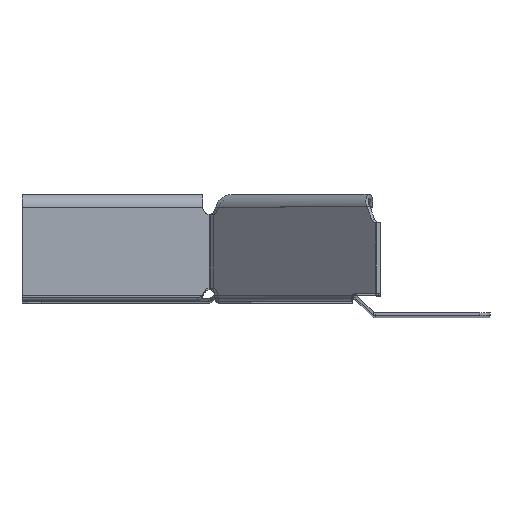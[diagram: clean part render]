
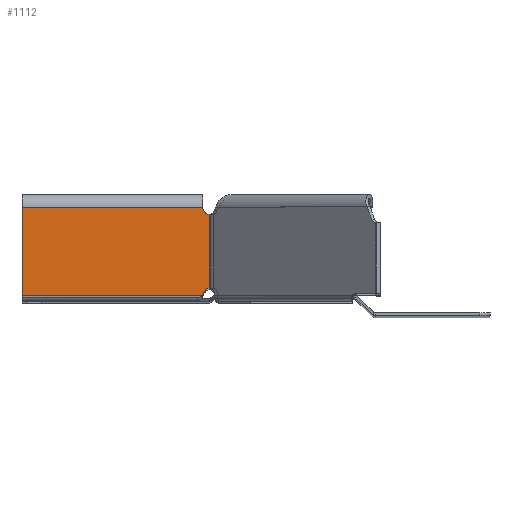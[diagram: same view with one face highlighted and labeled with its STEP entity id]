
A CAD part, top view. The second image highlights one B-rep face of the part: STEP entity #1112.
In plain terms, the highlighted face is planar.
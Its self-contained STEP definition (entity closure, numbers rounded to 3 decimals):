
#119 = LINE ( 'NONE', #3991, #1935 ) ;
#188 = CARTESIAN_POINT ( 'NONE',  ( 0., 0., -6.75 ) ) ;
#244 = VERTEX_POINT ( 'NONE', #4002 ) ;
#247 = LINE ( 'NONE', #3633, #4368 ) ;
#282 = EDGE_LOOP ( 'NONE', ( #541, #3537, #2407, #2107, #860, #5260 ) ) ;
#410 = CARTESIAN_POINT ( 'NONE',  ( -54.1, 28.25, -6.75 ) ) ;
#540 = DIRECTION ( 'NONE',  ( 1., 0., 0. ) ) ;
#541 = ORIENTED_EDGE ( 'NONE', *, *, #1144, .T. ) ;
#655 = DIRECTION ( 'NONE',  ( 0., 1., 0. ) ) ;
#860 = ORIENTED_EDGE ( 'NONE', *, *, #3563, .F. ) ;
#942 = CIRCLE ( 'NONE', #4125, 2.25 ) ;
#1112 = ADVANCED_FACE ( 'NONE', ( #1148 ), #1120, .F. ) ;
#1120 = PLANE ( 'NONE',  #1932 ) ;
#1144 = EDGE_CURVE ( 'NONE', #1424, #3776, #247, .T. ) ;
#1148 = FACE_OUTER_BOUND ( 'NONE', #282, .T. ) ;
#1424 = VERTEX_POINT ( 'NONE', #4952 ) ;
#1561 = DIRECTION ( 'NONE',  ( 0., 0., 1. ) ) ;
#1699 = EDGE_CURVE ( 'NONE', #2948, #244, #4089, .T. ) ;
#1897 = CARTESIAN_POINT ( 'NONE',  ( -56.35, 28.25, -6.75 ) ) ;
#1923 = DIRECTION ( 'NONE',  ( 0., 1., 0. ) ) ;
#1932 = AXIS2_PLACEMENT_3D ( 'NONE', #4986, #1561, #655 ) ;
#1935 = VECTOR ( 'NONE', #540, 1000. ) ;
#2107 = ORIENTED_EDGE ( 'NONE', *, *, #1699, .F. ) ;
#2115 = EDGE_CURVE ( 'NONE', #2634, #3776, #3389, .T. ) ;
#2192 = CARTESIAN_POINT ( 'NONE',  ( -183.54, 28.25, -6.75 ) ) ;
#2227 = EDGE_CURVE ( 'NONE', #1424, #5370, #942, .T. ) ;
#2407 = ORIENTED_EDGE ( 'NONE', *, *, #4591, .T. ) ;
#2634 = VERTEX_POINT ( 'NONE', #410 ) ;
#2807 = DIRECTION ( 'NONE',  ( 0., 1., 0. ) ) ;
#2815 = DIRECTION ( 'NONE',  ( 0., 0., -1. ) ) ;
#2860 = CARTESIAN_POINT ( 'NONE',  ( 0., 1.75, -6.75 ) ) ;
#2948 = VERTEX_POINT ( 'NONE', #2860 ) ;
#3198 = CARTESIAN_POINT ( 'NONE',  ( -56.35, 1.75, -6.75 ) ) ;
#3389 = CIRCLE ( 'NONE', #4395, 2.25 ) ;
#3537 = ORIENTED_EDGE ( 'NONE', *, *, #2115, .F. ) ;
#3563 = EDGE_CURVE ( 'NONE', #5370, #2948, #119, .T. ) ;
#3582 = DIRECTION ( 'NONE',  ( 0., 1., 0. ) ) ;
#3592 = DIRECTION ( 'NONE',  ( 0., 0., -1. ) ) ;
#3633 = CARTESIAN_POINT ( 'NONE',  ( -55.98, 0., -6.75 ) ) ;
#3776 = VERTEX_POINT ( 'NONE', #4318 ) ;
#3895 = DIRECTION ( 'NONE',  ( 1., 0., 0. ) ) ;
#3986 = VECTOR ( 'NONE', #3895, 1000. ) ;
#3991 = CARTESIAN_POINT ( 'NONE',  ( -183.54, 1.75, -6.75 ) ) ;
#4002 = CARTESIAN_POINT ( 'NONE',  ( 0., 28.25, -6.75 ) ) ;
#4089 = LINE ( 'NONE', #188, #4902 ) ;
#4125 = AXIS2_PLACEMENT_3D ( 'NONE', #3198, #2815, #3582 ) ;
#4318 = CARTESIAN_POINT ( 'NONE',  ( -55.98, 26.031, -6.75 ) ) ;
#4326 = LINE ( 'NONE', #2192, #3986 ) ;
#4368 = VECTOR ( 'NONE', #2807, 1000. ) ;
#4395 = AXIS2_PLACEMENT_3D ( 'NONE', #1897, #3592, #1923 ) ;
#4460 = DIRECTION ( 'NONE',  ( 0., 1., 0. ) ) ;
#4591 = EDGE_CURVE ( 'NONE', #2634, #244, #4326, .T. ) ;
#4902 = VECTOR ( 'NONE', #4460, 1000. ) ;
#4952 = CARTESIAN_POINT ( 'NONE',  ( -55.98, 3.969, -6.75 ) ) ;
#4986 = CARTESIAN_POINT ( 'NONE',  ( -183.54, 0., -6.75 ) ) ;
#5060 = CARTESIAN_POINT ( 'NONE',  ( -54.1, 1.75, -6.75 ) ) ;
#5260 = ORIENTED_EDGE ( 'NONE', *, *, #2227, .F. ) ;
#5370 = VERTEX_POINT ( 'NONE', #5060 ) ;
